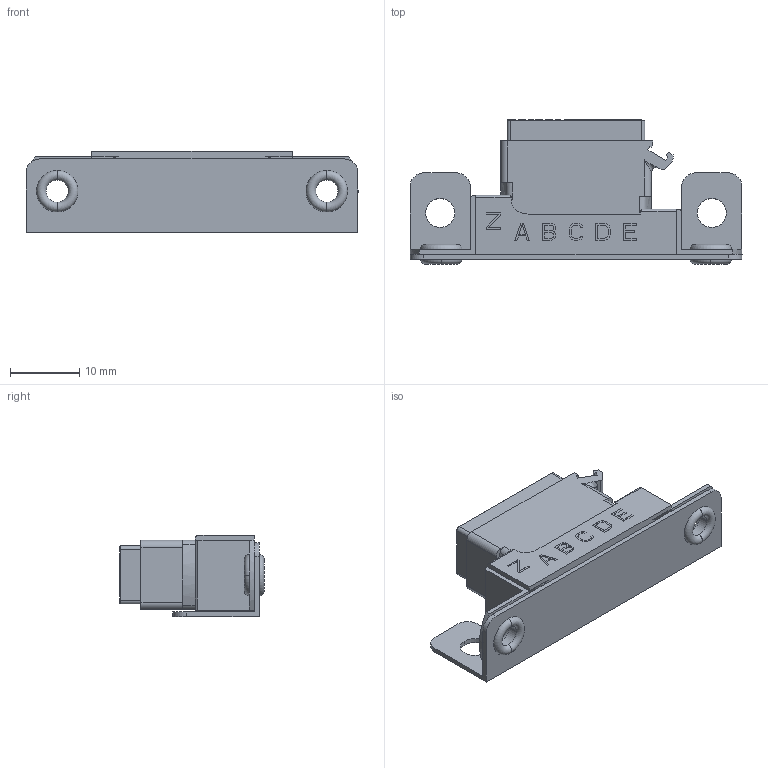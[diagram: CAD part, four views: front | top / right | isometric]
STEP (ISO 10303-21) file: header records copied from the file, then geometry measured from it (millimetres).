
FILE_DESCRIPTION((''),'2;1');
FILE_NAME('00111521102Z','2020-02-10T',('presta_be4'),(''),'CREO PARAMETRIC BY PTC INC, 2018360','CREO PARAMETRIC BY PTC INC, 2018360','');
FILE_SCHEMA(('CONFIG_CONTROL_DESIGN'));
Products named in the file (1): 00111521102Z
Bounding box: 48.02 x 20.86 x 11.76 mm (x, y, z)
Volume: 4104.5 mm3; surface area: 6325.3 mm2
Topology: 1 solids, 3 shells, 3393 faces, 9024 edges, 5660 vertices
Faces by surface type: plane 1276, cylinder 842, bspline 546, cone 406, torus 323
Entity records: 152402 total; most frequent: CARTESIAN_POINT 72952, ORIENTED_EDGE 17992, DIRECTION 14755, EDGE_CURVE 8996, VERTEX_POINT 5660, AXIS2_PLACEMENT_3D 5182, VECTOR 4391, LINE 4391
